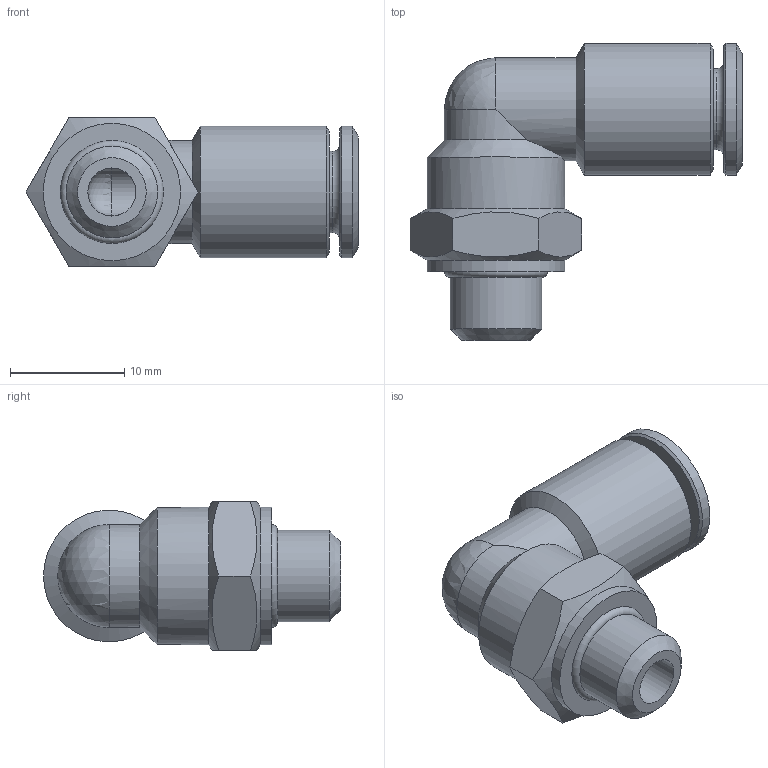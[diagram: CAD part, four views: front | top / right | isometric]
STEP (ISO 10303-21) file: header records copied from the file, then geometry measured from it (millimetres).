
FILE_DESCRIPTION(/* description */ (''),/* implementation_level */ '2;1');
FILE_NAME(/* name */ 'Schlauchanschluss_M8x1a_fuer_Schlauch_ad6mm_90Grad_drehbar_101507.stp',/* time_stamp */ '2015-12-02T15:06:51+01:00',/* author */ ('002180'),/* organization */ (''),/* preprocessor_version */ 'ST-DEVELOPER v16.1',/* originating_system */ 'Autodesk Inventor 2016',/* authorisation */ '');
FILE_SCHEMA (('AUTOMOTIVE_DESIGN { 1 0 10303 214 3 1 1 }'));
Length unit declared in the file: millimetre
Products named in the file (1): angea14d
Bounding box: 29.01 x 25.95 x 13 mm (x, y, z)
Volume: 2836.3 mm3; surface area: 2343.4 mm2
Topology: 1 solids, 1 shells, 36 faces, 83 edges, 48 vertices
Faces by surface type: cylinder 11, plane 11, cone 9, torus 3, sphere 2
Full cylindrical faces by diameter (mm): 4.2 x2, 6.3 x1, 7.1 x1, 8 x1, 9 x1, 11.5 x2, 12 x2
Entity records: 866 total; most frequent: CARTESIAN_POINT 180, DIRECTION 144, ORIENTED_EDGE 106, AXIS2_PLACEMENT_3D 69, EDGE_LOOP 62, EDGE_CURVE 53, VERTEX_POINT 43, FACE_OUTER_BOUND 36
